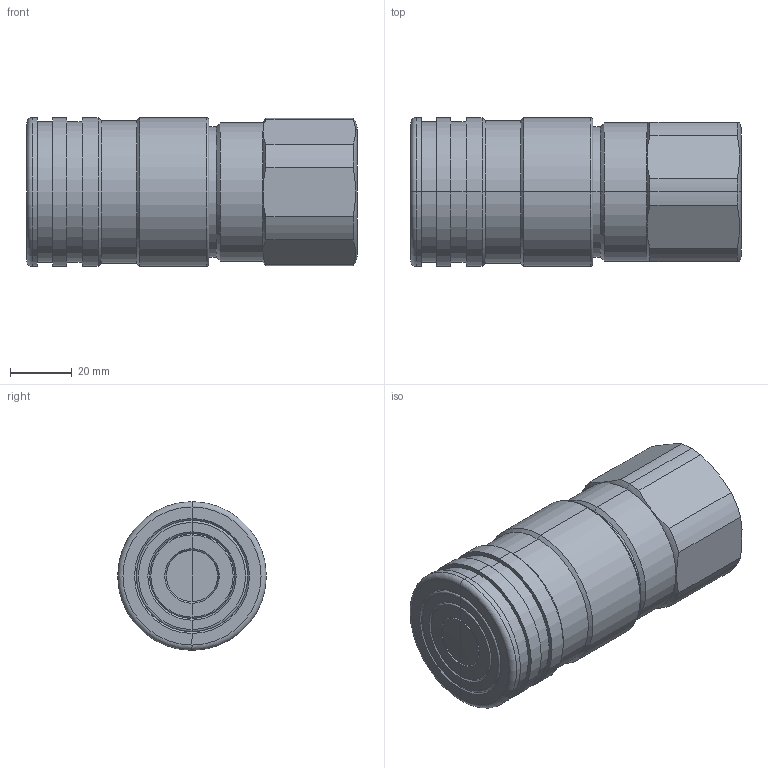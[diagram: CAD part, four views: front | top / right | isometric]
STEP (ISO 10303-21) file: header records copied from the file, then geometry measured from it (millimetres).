
FILE_DESCRIPTION (( 'STEP AP214' ), '1' );
FILE_NAME ('BF25.1105_IC_JV.STEP', '2016-10-12T15:35:52', ( '' ), ( '' ), 'SwSTEP 2.0', 'SolidWorks 2016', '' );
FILE_SCHEMA (( 'AUTOMOTIVE_DESIGN' ));
Length unit declared in the file: millimetre
Products named in the file (1): BF25.1105_IC_JV
Bounding box: 106.73 x 48 x 48 mm (x, y, z)
Volume: 161844.9 mm3; surface area: 23175.9 mm2
Topology: 1 solids, 1 shells, 88 faces, 189 edges, 109 vertices
Faces by surface type: cylinder 33, cone 26, plane 15, torus 14
Entity records: 2531 total; most frequent: CARTESIAN_POINT 541, DIRECTION 463, ORIENTED_EDGE 374, AXIS2_PLACEMENT_3D 199, EDGE_CURVE 187, CIRCLE 110, VERTEX_POINT 109, EDGE_LOOP 96
